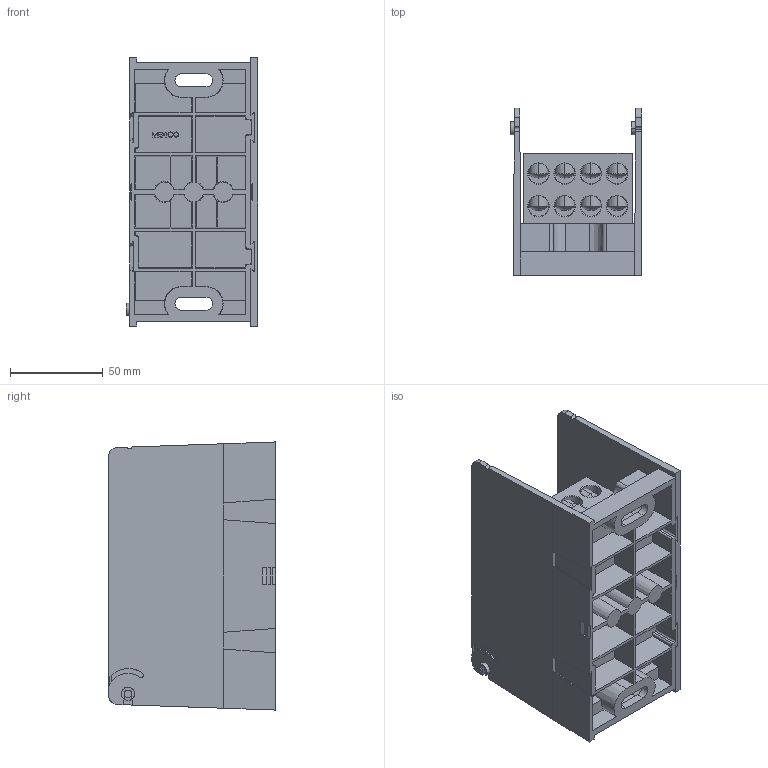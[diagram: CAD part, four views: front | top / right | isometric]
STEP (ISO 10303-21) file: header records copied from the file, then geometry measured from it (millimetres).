
FILE_DESCRIPTION (( 'STEP AP214' ), '1' );
FILE_NAME ('702000-1.STEP', '2024-08-14T14:25:17', ( '' ), ( '' ), 'SwSTEP 2.0', 'SolidWorks 2021', '' );
FILE_SCHEMA (( 'AUTOMOTIVE_DESIGN' ));
Length unit declared in the file: inch
Products named in the file (8): F09928_DEFAULT; 410033; 330555; 702000-1; F08987; C06935P; F09002; C06935
Assembly tree (16 placements, depth 3):
  702000-1
    C06935P
      C06935
      F08987  x2
      F09002  x8
    410033
    F09928_DEFAULT  x2
    330555
Bounding box: 71.25 x 90.17 x 144.78 mm (x, y, z)
Volume: 303419.3 mm3; surface area: 156020.4 mm2
Topology: 15 solids, 15 shells, 997 faces, 2453 edges, 1554 vertices
Faces by surface type: plane 401, cylinder 289, cone 254, torus 28, bspline 21, sphere 4
Entity records: 26757 total; most frequent: CARTESIAN_POINT 9030, ORIENTED_EDGE 3642, DIRECTION 3263, EDGE_CURVE 1821, VERTEX_POINT 1167, LINE 1089, VECTOR 1089, AXIS2_PLACEMENT_3D 1087
